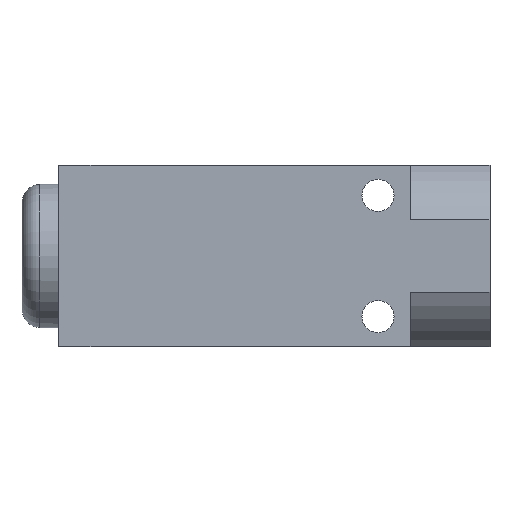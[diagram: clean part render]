
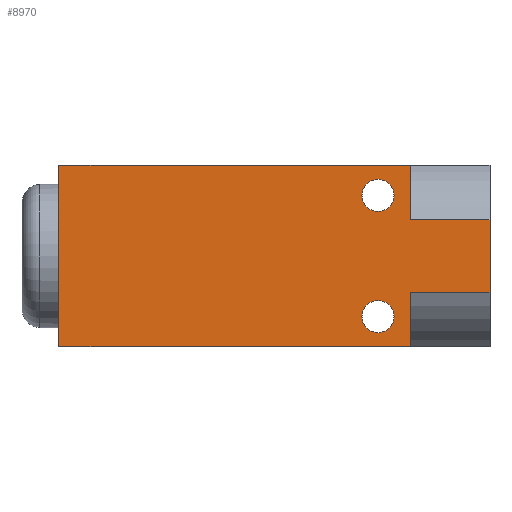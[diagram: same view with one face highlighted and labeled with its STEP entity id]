
A CAD part, left-side view. The second image highlights one B-rep face of the part: STEP entity #8970.
In plain terms, the highlighted planar face has unit normal (-1, 0, 0).
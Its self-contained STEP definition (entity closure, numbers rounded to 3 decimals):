
#47=LINE('',#11604,#826);
#273=LINE('',#12138,#1052);
#275=LINE('',#12146,#1054);
#276=LINE('',#12148,#1055);
#277=LINE('',#12150,#1056);
#278=LINE('',#12151,#1057);
#279=LINE('',#12153,#1058);
#280=LINE('',#12155,#1059);
#826=VECTOR('',#9808,1000.);
#1052=VECTOR('',#10198,1000.);
#1054=VECTOR('',#10206,1000.);
#1055=VECTOR('',#10207,1000.);
#1056=VECTOR('',#10208,1000.);
#1057=VECTOR('',#10209,1000.);
#1058=VECTOR('',#10210,1000.);
#1059=VECTOR('',#10211,1000.);
#1654=PLANE('',#9369);
#2218=ORIENTED_EDGE('',*,*,#4022,.T.);
#2219=ORIENTED_EDGE('',*,*,#4023,.T.);
#2220=ORIENTED_EDGE('',*,*,#4024,.T.);
#2221=ORIENTED_EDGE('',*,*,#4025,.T.);
#2222=ORIENTED_EDGE('',*,*,#4026,.F.);
#2223=ORIENTED_EDGE('',*,*,#3763,.F.);
#2224=ORIENTED_EDGE('',*,*,#4027,.T.);
#2225=ORIENTED_EDGE('',*,*,#4028,.T.);
#2226=ORIENTED_EDGE('',*,*,#4029,.F.);
#2227=ORIENTED_EDGE('',*,*,#4020,.T.);
#3763=EDGE_CURVE('',#4693,#4687,#47,.T.);
#4020=EDGE_CURVE('',#4904,#4903,#273,.T.);
#4022=EDGE_CURVE('',#4905,#4905,#5353,.T.);
#4023=EDGE_CURVE('',#4906,#4906,#5354,.T.);
#4024=EDGE_CURVE('',#4903,#4907,#275,.T.);
#4025=EDGE_CURVE('',#4907,#4908,#276,.T.);
#4026=EDGE_CURVE('',#4687,#4908,#277,.T.);
#4027=EDGE_CURVE('',#4693,#4909,#278,.T.);
#4028=EDGE_CURVE('',#4909,#4910,#279,.T.);
#4029=EDGE_CURVE('',#4904,#4910,#280,.T.);
#4687=VERTEX_POINT('',#11591);
#4693=VERTEX_POINT('',#11603);
#4903=VERTEX_POINT('',#12137);
#4904=VERTEX_POINT('',#12139);
#4905=VERTEX_POINT('',#12143);
#4906=VERTEX_POINT('',#12145);
#4907=VERTEX_POINT('',#12147);
#4908=VERTEX_POINT('',#12149);
#4909=VERTEX_POINT('',#12152);
#4910=VERTEX_POINT('',#12154);
#5353=CIRCLE('',#9370,2.65);
#5354=CIRCLE('',#9371,2.65);
#5538=EDGE_LOOP('',(#2218));
#5539=EDGE_LOOP('',(#2219));
#5540=EDGE_LOOP('',(#2220,#2221,#2222,#2223,#2224,#2225,#2226,#2227));
#5973=FACE_BOUND('',#5538,.T.);
#5974=FACE_BOUND('',#5539,.T.);
#5975=FACE_BOUND('',#5540,.T.);
#8970=ADVANCED_FACE('',(#5973,#5974,#5975),#1654,.F.);
#9369=AXIS2_PLACEMENT_3D('',#12141,#10200,#10201);
#9370=AXIS2_PLACEMENT_3D('',#12142,#10202,#10203);
#9371=AXIS2_PLACEMENT_3D('',#12144,#10204,#10205);
#9808=DIRECTION('',(0.,0.,-1.));
#10198=DIRECTION('',(0.,0.,-1.));
#10200=DIRECTION('',(1.,0.,0.));
#10201=DIRECTION('',(0.,0.,-1.));
#10202=DIRECTION('',(1.,0.,0.));
#10203=DIRECTION('',(0.,0.,-1.));
#10204=DIRECTION('',(1.,0.,0.));
#10205=DIRECTION('',(0.,0.,-1.));
#10206=DIRECTION('',(0.,-1.,0.));
#10207=DIRECTION('',(0.,0.,1.));
#10208=DIRECTION('',(0.,1.,0.));
#10209=DIRECTION('',(0.,1.,0.));
#10210=DIRECTION('',(0.,0.,1.));
#10211=DIRECTION('',(0.,-1.,0.));
#11591=CARTESIAN_POINT('',(0.,0.,-6.));
#11603=CARTESIAN_POINT('',(0.,0.,6.));
#11604=CARTESIAN_POINT('',(0.,0.,15.));
#12137=CARTESIAN_POINT('',(0.,71.2,-15.));
#12138=CARTESIAN_POINT('',(0.,71.2,15.));
#12139=CARTESIAN_POINT('',(0.,71.2,15.));
#12141=CARTESIAN_POINT('',(0.,71.2,15.));
#12142=CARTESIAN_POINT('',(0.,18.5,-10.));
#12143=CARTESIAN_POINT('',(0.,18.5,-12.65));
#12144=CARTESIAN_POINT('',(0.,18.5,10.));
#12145=CARTESIAN_POINT('',(0.,18.5,7.35));
#12146=CARTESIAN_POINT('',(0.,71.2,-15.));
#12147=CARTESIAN_POINT('',(0.,13.1,-15.));
#12148=CARTESIAN_POINT('',(0.,13.1,15.));
#12149=CARTESIAN_POINT('',(0.,13.1,-6.));
#12150=CARTESIAN_POINT('',(0.,-1.9,-6.));
#12151=CARTESIAN_POINT('',(0.,-1.9,6.));
#12152=CARTESIAN_POINT('',(0.,13.1,6.));
#12153=CARTESIAN_POINT('',(0.,13.1,15.));
#12154=CARTESIAN_POINT('',(0.,13.1,15.));
#12155=CARTESIAN_POINT('',(0.,71.2,15.));
